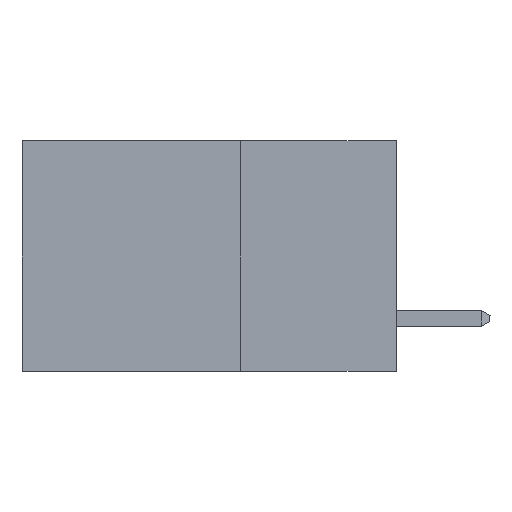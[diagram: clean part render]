
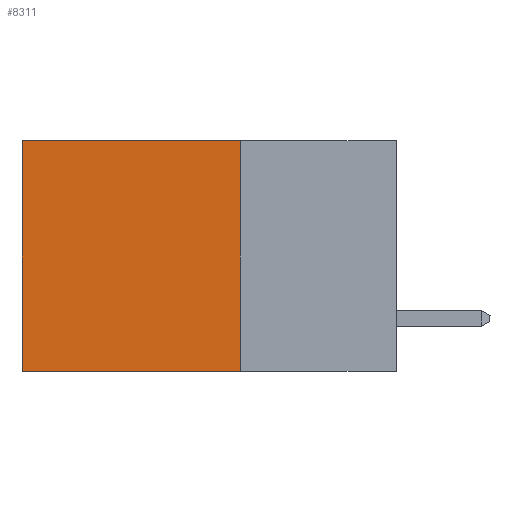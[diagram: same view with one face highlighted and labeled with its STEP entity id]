
A CAD part, left-side view. The second image highlights one B-rep face of the part: STEP entity #8311.
In plain terms, the highlighted planar face has unit normal (-1, 0, 0).
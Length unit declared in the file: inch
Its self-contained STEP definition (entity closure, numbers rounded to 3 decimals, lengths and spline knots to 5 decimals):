
#1013 = EDGE_CURVE ( 'NONE', #3682, #12312, #14452, .T. ) ;
#2313 = DIRECTION ( 'NONE',  ( 0., 0., -1. ) ) ;
#2371 = DIRECTION ( 'NONE',  ( 0., 1., 0. ) ) ;
#2686 = VERTEX_POINT ( 'NONE', #5194 ) ;
#2936 = ORIENTED_EDGE ( 'NONE', *, *, #1013, .T. ) ;
#3004 = LINE ( 'NONE', #11245, #6430 ) ;
#3625 = FACE_OUTER_BOUND ( 'NONE', #6039, .T. ) ;
#3682 = VERTEX_POINT ( 'NONE', #15217 ) ;
#4020 = ORIENTED_EDGE ( 'NONE', *, *, #8393, .T. ) ;
#4033 = EDGE_CURVE ( 'NONE', #8394, #2686, #6311, .T. ) ;
#4055 = VECTOR ( 'NONE', #2313, 39.37008 ) ;
#4062 = ORIENTED_EDGE ( 'NONE', *, *, #4033, .F. ) ;
#4979 = CARTESIAN_POINT ( 'NONE',  ( 0.2615, 0.25, -0.37 ) ) ;
#5194 = CARTESIAN_POINT ( 'NONE',  ( 0.2615, 0.25, -0.37 ) ) ;
#5653 = DIRECTION ( 'NONE',  ( 0., 1., 0. ) ) ;
#6039 = EDGE_LOOP ( 'NONE', ( #2936, #16366, #4062, #4020 ) ) ;
#6311 = LINE ( 'NONE', #4979, #7258 ) ;
#6430 = VECTOR ( 'NONE', #5653, 39.37008 ) ;
#6614 = CARTESIAN_POINT ( 'NONE',  ( 0.2615, 0.25, -0.37 ) ) ;
#7258 = VECTOR ( 'NONE', #14628, 39.37008 ) ;
#7702 = PLANE ( 'NONE',  #8448 ) ;
#8044 = DIRECTION ( 'NONE',  ( 0., 0., -1. ) ) ;
#8311 = ADVANCED_FACE ( 'NONE', ( #3625 ), #7702, .F. ) ;
#8393 = EDGE_CURVE ( 'NONE', #8394, #3682, #10515, .T. ) ;
#8394 = VERTEX_POINT ( 'NONE', #15982 ) ;
#8448 = AXIS2_PLACEMENT_3D ( 'NONE', #6614, #13262, #8044 ) ;
#10515 = LINE ( 'NONE', #14681, #17472 ) ;
#11245 = CARTESIAN_POINT ( 'NONE',  ( 0.2615, 0.25, -0.37 ) ) ;
#11420 = CARTESIAN_POINT ( 'NONE',  ( 0.2615, 0.6, -0.37 ) ) ;
#11436 = CARTESIAN_POINT ( 'NONE',  ( 0.2615, 0.6, -0.37 ) ) ;
#12196 = EDGE_CURVE ( 'NONE', #2686, #12312, #3004, .T. ) ;
#12312 = VERTEX_POINT ( 'NONE', #11420 ) ;
#13262 = DIRECTION ( 'NONE',  ( 1., 0., 0. ) ) ;
#14452 = LINE ( 'NONE', #11436, #4055 ) ;
#14628 = DIRECTION ( 'NONE',  ( 0., 0., -1. ) ) ;
#14681 = CARTESIAN_POINT ( 'NONE',  ( 0.2615, 0.25, 0. ) ) ;
#15217 = CARTESIAN_POINT ( 'NONE',  ( 0.2615, 0.6, 0. ) ) ;
#15982 = CARTESIAN_POINT ( 'NONE',  ( 0.2615, 0.25, 0. ) ) ;
#16366 = ORIENTED_EDGE ( 'NONE', *, *, #12196, .F. ) ;
#17472 = VECTOR ( 'NONE', #2371, 39.37008 ) ;
